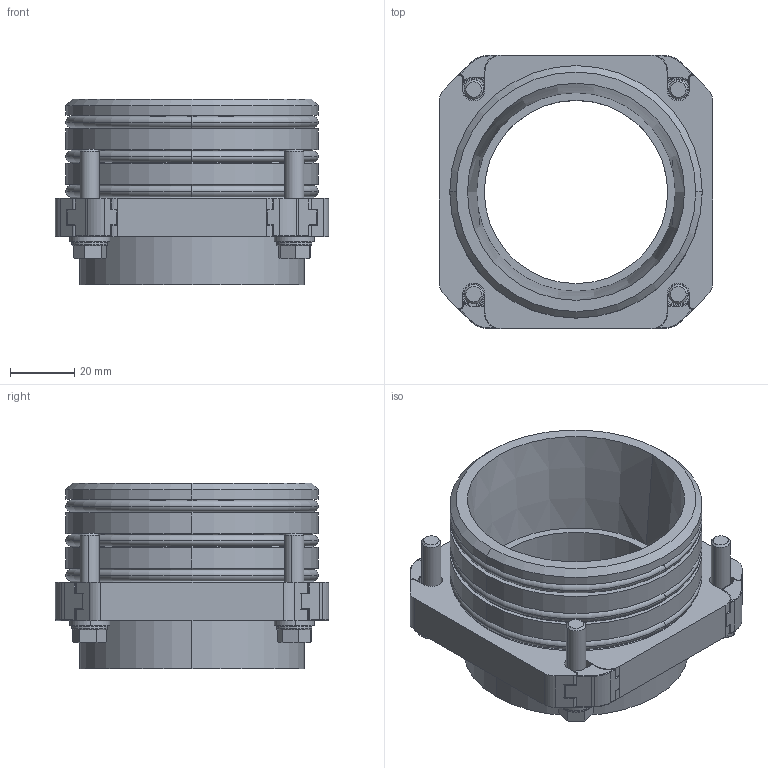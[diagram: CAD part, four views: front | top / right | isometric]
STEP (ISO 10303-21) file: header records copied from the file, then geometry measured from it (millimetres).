
FILE_DESCRIPTION (( 'STEP AP203' ), '1' );
FILE_NAME ('AR201.080.002.STEP', '2019-01-18T08:09:50', ( 'Localadmin' ), ( 'Microsoft' ), 'SwSTEP 2.0', 'SolidWorks 2018', '' );
FILE_SCHEMA (( 'CONFIG_CONTROL_DESIGN' ));
Length unit declared in the file: millimetre
Products named in the file (8): AR000.000.013; VITI TE UNI 5739_M6x30 UNI 5739; RONDELLE UNI 6592_6.4x12.5 UNI 6592; DIN 6905-5.5-FSt_DIN 6905-5.5-FSt; AR000.000.014; AR201.080.002; AR201.080.002-L_Default<A macchina>; GUARNIZIONI OR_OR 174
Assembly tree (24 placements, depth 2):
  AR201.080.002
    AR201.080.002-L_Default<A macchina>
    GUARNIZIONI OR_OR 174  x3
    AR000.000.013  x4
    VITI TE UNI 5739_M6x30 UNI 5739  x4
    RONDELLE UNI 6592_6.4x12.5 UNI 6592  x4
    DIN 6905-5.5-FSt_DIN 6905-5.5-FSt  x4
    AR000.000.014  x4
Bounding box: 85 x 85 x 57.75 mm (x, y, z)
Volume: 119207.5 mm3; surface area: 54707.2 mm2
Topology: 37 solids, 37 shells, 1296 faces, 3055 edges, 1728 vertices
Faces by surface type: cylinder 480, plane 404, torus 188, sphere 108, bspline 68, cone 48
Entity records: 18520 total; most frequent: CARTESIAN_POINT 4665, DIRECTION 2660, ORIENTED_EDGE 2572, EDGE_CURVE 1286, AXIS2_PLACEMENT_3D 940, VERTEX_POINT 793, VECTOR 780, LINE 780
